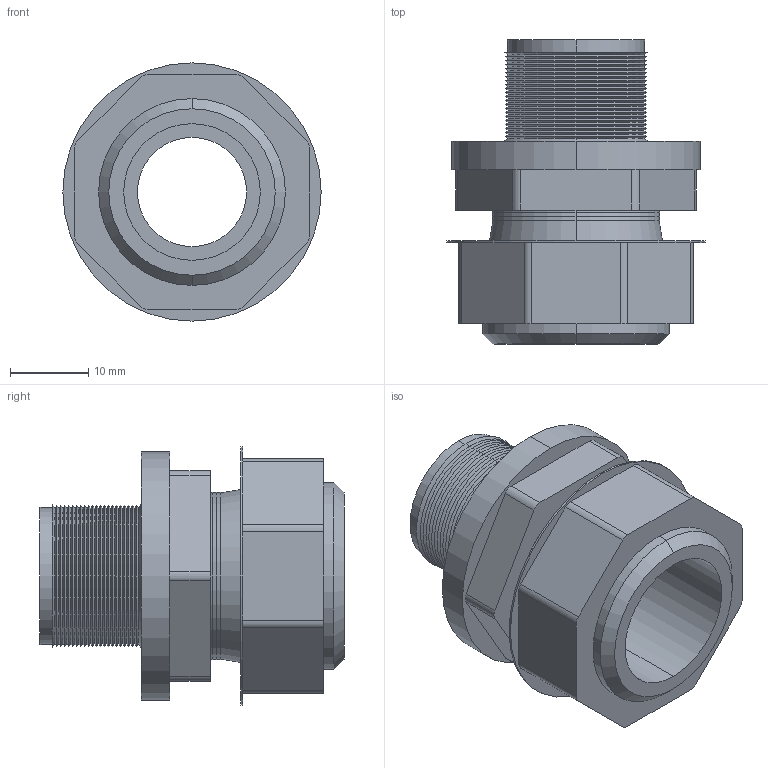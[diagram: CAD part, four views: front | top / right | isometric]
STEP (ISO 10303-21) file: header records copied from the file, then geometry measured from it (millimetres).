
FILE_DESCRIPTION (( 'STEP AP203' ), '1' );
FILE_NAME ('ST16NA-BK.STEP', '2010-05-18T17:50:40', ( 'Owner' ), ( '' ), 'SwSTEP 2.0', 'SolidWorks 2008', '' );
FILE_SCHEMA (( 'CONFIG_CONTROL_DESIGN' ));
Length unit declared in the file: inch
Products named in the file (1): ST16NA-BK
Bounding box: 33.02 x 38.86 x 33.02 mm (x, y, z)
Volume: 12645 mm3; surface area: 8328.8 mm2
Topology: 2 solids, 2 shells, 165 faces, 354 edges, 200 vertices
Faces by surface type: cone 110, cylinder 30, plane 25
Entity records: 4481 total; most frequent: DIRECTION 858, CARTESIAN_POINT 720, ORIENTED_EDGE 708, EDGE_CURVE 354, AXIS2_PLACEMENT_3D 338, VERTEX_POINT 200, VECTOR 182, LINE 182
